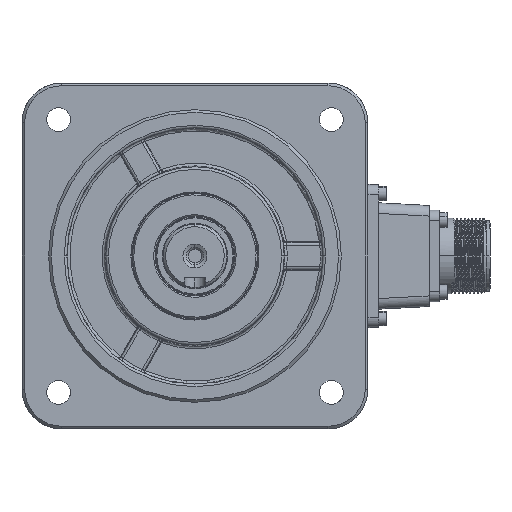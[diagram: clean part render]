
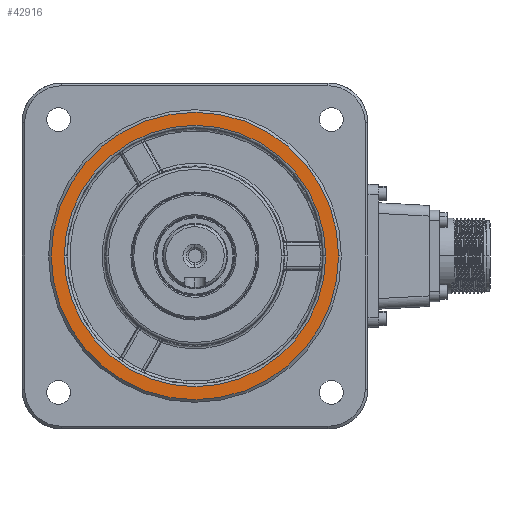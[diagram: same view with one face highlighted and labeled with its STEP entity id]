
A CAD part, left-side view. The second image highlights one B-rep face of the part: STEP entity #42916.
In plain terms, the highlighted planar face has unit normal (-1, 0, 0).
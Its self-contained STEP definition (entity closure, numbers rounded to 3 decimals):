
#651 = AXIS2_PLACEMENT_3D ( 'NONE', #11675, #16052, #46736 ) ;
#2893 = AXIS2_PLACEMENT_3D ( 'NONE', #5212, #10298, #13918 ) ;
#3405 = EDGE_LOOP ( 'NONE', ( #44445, #45484 ) ) ;
#4257 = CARTESIAN_POINT ( 'NONE',  ( -76., 0., 0. ) ) ;
#4300 = FACE_BOUND ( 'NONE', #9405, .T. ) ;
#5212 = CARTESIAN_POINT ( 'NONE',  ( -76., 0., 0. ) ) ;
#5682 = EDGE_CURVE ( 'NONE', #32122, #8107, #11572, .T. ) ;
#8107 = VERTEX_POINT ( 'NONE', #48583 ) ;
#8214 = EDGE_CURVE ( 'NONE', #8107, #32122, #21654, .T. ) ;
#9405 = EDGE_LOOP ( 'NONE', ( #41369, #42593 ) ) ;
#9490 = EDGE_CURVE ( 'NONE', #16201, #21620, #29033, .T. ) ;
#10298 = DIRECTION ( 'NONE',  ( 1., 0., 0. ) ) ;
#11572 = CIRCLE ( 'NONE', #651, 49.122 ) ;
#11675 = CARTESIAN_POINT ( 'NONE',  ( -76., 0., 0. ) ) ;
#11879 = AXIS2_PLACEMENT_3D ( 'NONE', #4257, #30507, #26316 ) ;
#12204 = CARTESIAN_POINT ( 'NONE',  ( -76., -54., 0. ) ) ;
#13918 = DIRECTION ( 'NONE',  ( 0., -1., 0. ) ) ;
#16052 = DIRECTION ( 'NONE',  ( 1., 0., 0. ) ) ;
#16201 = VERTEX_POINT ( 'NONE', #12204 ) ;
#17711 = DIRECTION ( 'NONE',  ( -1., 0., 0. ) ) ;
#18992 = DIRECTION ( 'NONE',  ( 0., -1., 0. ) ) ;
#21620 = VERTEX_POINT ( 'NONE', #22065 ) ;
#21654 = CIRCLE ( 'NONE', #2893, 49.122 ) ;
#22065 = CARTESIAN_POINT ( 'NONE',  ( -76., 54., 0. ) ) ;
#22474 = PLANE ( 'NONE',  #50180 ) ;
#26316 = DIRECTION ( 'NONE',  ( 0., -1., 0. ) ) ;
#28796 = AXIS2_PLACEMENT_3D ( 'NONE', #32311, #50181, #18992 ) ;
#29033 = CIRCLE ( 'NONE', #28796, 54. ) ;
#30507 = DIRECTION ( 'NONE',  ( -1., 0., 0. ) ) ;
#30552 = EDGE_CURVE ( 'NONE', #21620, #16201, #34401, .T. ) ;
#31344 = CARTESIAN_POINT ( 'NONE',  ( -76., 49.122, 0. ) ) ;
#32122 = VERTEX_POINT ( 'NONE', #31344 ) ;
#32311 = CARTESIAN_POINT ( 'NONE',  ( -76., 0., 0. ) ) ;
#34401 = CIRCLE ( 'NONE', #11879, 54. ) ;
#39828 = CARTESIAN_POINT ( 'NONE',  ( -76., 0., 0. ) ) ;
#41369 = ORIENTED_EDGE ( 'NONE', *, *, #8214, .T. ) ;
#42593 = ORIENTED_EDGE ( 'NONE', *, *, #5682, .T. ) ;
#42916 = ADVANCED_FACE ( 'NONE', ( #55323, #4300 ), #22474, .T. ) ;
#44445 = ORIENTED_EDGE ( 'NONE', *, *, #30552, .T. ) ;
#45484 = ORIENTED_EDGE ( 'NONE', *, *, #9490, .T. ) ;
#46736 = DIRECTION ( 'NONE',  ( 0., -1., 0. ) ) ;
#48583 = CARTESIAN_POINT ( 'NONE',  ( -76., -49.122, 0. ) ) ;
#48949 = DIRECTION ( 'NONE',  ( 0., -1., 0. ) ) ;
#50180 = AXIS2_PLACEMENT_3D ( 'NONE', #39828, #17711, #48949 ) ;
#50181 = DIRECTION ( 'NONE',  ( -1., 0., 0. ) ) ;
#55323 = FACE_OUTER_BOUND ( 'NONE', #3405, .T. ) ;
